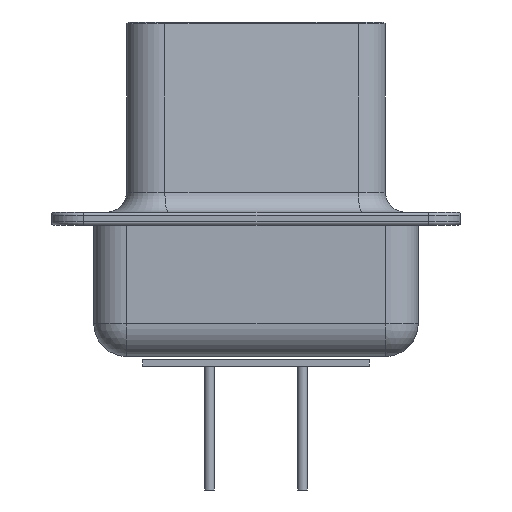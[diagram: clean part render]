
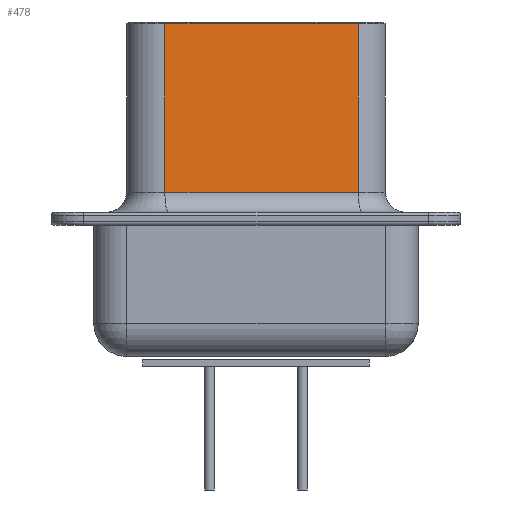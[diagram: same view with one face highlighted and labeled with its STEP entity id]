
A CAD part, left-side view. The second image highlights one B-rep face of the part: STEP entity #478.
In plain terms, the highlighted planar face has unit normal (-0.985, -0.173, 0).
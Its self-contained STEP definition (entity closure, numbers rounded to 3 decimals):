
#13=DIRECTION('',(0.,0.,1.));
#76=DIRECTION('',(-0.985,-0.173,0.));
#80=VECTOR('',#81,1.);
#81=DIRECTION('',(0.173,-0.985,0.));
#160=VERTEX_POINT('',#161);
#161=CARTESIAN_POINT('',(-2.654,1.357,10.45));
#199=VERTEX_POINT('',#200);
#200=CARTESIAN_POINT('',(-1.62,-4.543,10.45));
#203=ORIENTED_EDGE('',*,*,#204,.F.);
#204=EDGE_CURVE('',#160,#199,#205,.T.);
#205=LINE('',#161,#80);
#313=VECTOR('',#13,1.);
#450=VERTEX_POINT('',#451);
#451=CARTESIAN_POINT('',(-2.654,1.357,5.3));
#456=EDGE_CURVE('',#450,#160,#457,.T.);
#457=LINE('',#458,#313);
#458=CARTESIAN_POINT('',(-2.654,1.357,4.7));
#478=ADVANCED_FACE('',(#479),#491,.T.);
#479=FACE_BOUND('',#480,.T.);
#480=EDGE_LOOP('',(#481,#203,#487,#488));
#481=ORIENTED_EDGE('',*,*,#482,.T.);
#482=EDGE_CURVE('',#483,#199,#485,.T.);
#483=VERTEX_POINT('',#484);
#484=CARTESIAN_POINT('',(-1.62,-4.543,5.3));
#485=LINE('',#486,#313);
#486=CARTESIAN_POINT('',(-1.62,-4.543,4.7));
#487=ORIENTED_EDGE('',*,*,#456,.F.);
#488=ORIENTED_EDGE('',*,*,#489,.T.);
#489=EDGE_CURVE('',#450,#483,#490,.T.);
#490=LINE('',#451,#80);
#491=PLANE('',#492);
#492=AXIS2_PLACEMENT_3D('',#493,#76,#494);
#493=CARTESIAN_POINT('',(-1.475,-5.37,4.7));
#494=DIRECTION('',(-0.173,0.985,0.));
